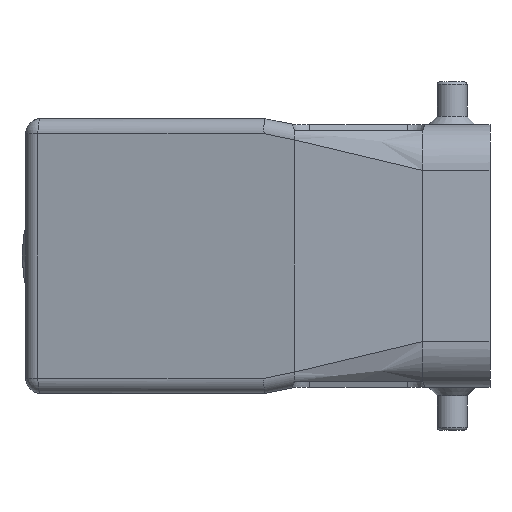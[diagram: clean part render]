
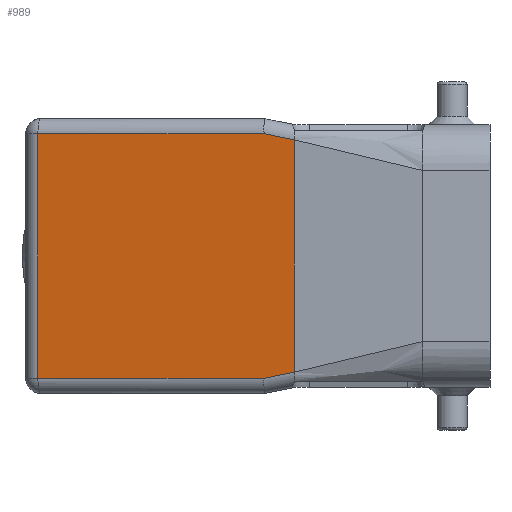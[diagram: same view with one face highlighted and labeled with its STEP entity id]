
A CAD part, left-side view. The second image highlights one B-rep face of the part: STEP entity #989.
In plain terms, the highlighted planar face has unit normal (-0.982, 0.191, 0).
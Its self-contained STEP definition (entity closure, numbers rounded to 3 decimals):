
#989=ADVANCED_FACE('',(#1703),#1366,.T.);
#1366=PLANE('',#8315);
#1703=FACE_OUTER_BOUND('',#2158,.T.);
#2158=EDGE_LOOP('',(#3362,#3363,#3364,#3365,#3366,#3367));
#3362=ORIENTED_EDGE('',*,*,#5925,.F.);
#3363=ORIENTED_EDGE('',*,*,#5926,.F.);
#3364=ORIENTED_EDGE('',*,*,#5903,.T.);
#3365=ORIENTED_EDGE('',*,*,#5927,.F.);
#3366=ORIENTED_EDGE('',*,*,#5928,.T.);
#3367=ORIENTED_EDGE('',*,*,#5923,.T.);
#5033=VERTEX_POINT('',#12712);
#5036=VERTEX_POINT('',#12719);
#5051=VERTEX_POINT('',#12768);
#5052=VERTEX_POINT('',#12770);
#5053=VERTEX_POINT('',#12774);
#5054=VERTEX_POINT('',#12777);
#5903=EDGE_CURVE('',#5036,#5033,#6836,.T.);
#5923=EDGE_CURVE('',#5052,#5051,#6850,.T.);
#5925=EDGE_CURVE('',#5053,#5051,#6852,.T.);
#5926=EDGE_CURVE('',#5036,#5053,#6853,.T.);
#5927=EDGE_CURVE('',#5054,#5033,#6854,.T.);
#5928=EDGE_CURVE('',#5054,#5052,#6855,.T.);
#6836=LINE('',#12721,#7574);
#6850=LINE('',#12769,#7588);
#6852=LINE('',#12773,#7590);
#6853=LINE('',#12775,#7591);
#6854=LINE('',#12776,#7592);
#6855=LINE('',#12778,#7593);
#7574=VECTOR('',#9706,1.);
#7588=VECTOR('',#9740,1.);
#7590=VECTOR('',#9744,1.);
#7591=VECTOR('',#9745,1.);
#7592=VECTOR('',#9746,1.);
#7593=VECTOR('',#9747,1.);
#8315=AXIS2_PLACEMENT_3D('',#12779,#9748,#9749);
#9706=DIRECTION('',(0.,0.,-1.));
#9740=DIRECTION('',(0.,0.,1.));
#9744=DIRECTION('',(-0.187,-0.963,-0.193));
#9745=DIRECTION('',(-0.191,-0.982,0.));
#9746=DIRECTION('',(0.191,0.982,0.));
#9747=DIRECTION('',(-0.187,-0.963,0.193));
#9748=DIRECTION('',(-0.982,0.191,0.));
#9749=DIRECTION('',(-0.191,-0.982,0.));
#12712=CARTESIAN_POINT('',(-49.843,41.977,-20.));
#12719=CARTESIAN_POINT('',(-49.843,41.977,20.));
#12721=CARTESIAN_POINT('',(-49.843,41.977,0.));
#12768=CARTESIAN_POINT('',(-58.002,-0.001,19.003));
#12769=CARTESIAN_POINT('',(-58.002,-0.001,0.));
#12770=CARTESIAN_POINT('',(-58.002,0.,-19.));
#12773=CARTESIAN_POINT('',(-55.41,13.335,21.673));
#12774=CARTESIAN_POINT('',(-57.036,4.969,20.));
#12775=CARTESIAN_POINT('',(-55.891,10.863,20.));
#12776=CARTESIAN_POINT('',(-49.45,44.,-20.));
#12777=CARTESIAN_POINT('',(-57.036,4.969,-20.));
#12778=CARTESIAN_POINT('',(-50.453,38.84,-26.774));
#12779=CARTESIAN_POINT('',(-49.45,44.,0.));
